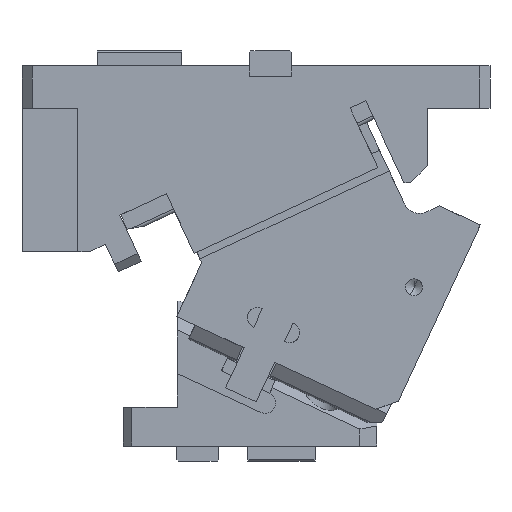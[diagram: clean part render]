
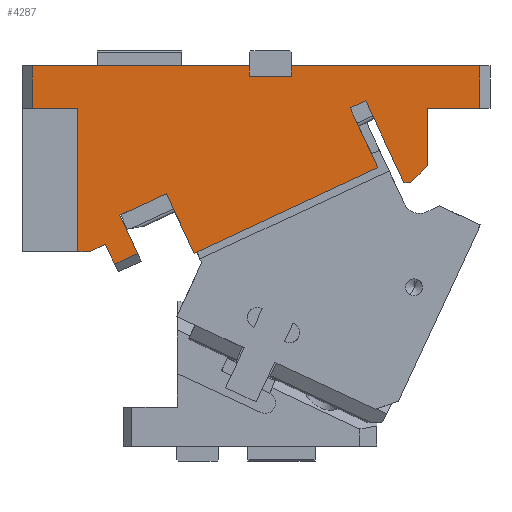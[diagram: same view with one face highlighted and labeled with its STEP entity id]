
A CAD part, front view. The second image highlights one B-rep face of the part: STEP entity #4287.
In plain terms, the highlighted planar face has unit normal (0, -1, 0).
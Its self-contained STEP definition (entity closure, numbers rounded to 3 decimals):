
#365=CARTESIAN_POINT('Vertex',(-265.3,-42.5,94.15)) ;
#368=CARTESIAN_POINT('Line Origine',(-201.05,-42.5,94.15)) ;
#372=CARTESIAN_POINT('Vertex',(-136.8,-42.5,94.15)) ;
#888=CARTESIAN_POINT('Line Origine',(-136.8,-42.5,91.15)) ;
#892=CARTESIAN_POINT('Vertex',(-136.8,-42.5,88.15)) ;
#907=CARTESIAN_POINT('Line Origine',(-124.3,-42.5,88.15)) ;
#911=CARTESIAN_POINT('Vertex',(-111.8,-42.5,88.15)) ;
#938=CARTESIAN_POINT('Line Origine',(-111.8,-42.5,91.15)) ;
#942=CARTESIAN_POINT('Vertex',(-111.8,-42.5,94.15)) ;
#1433=CARTESIAN_POINT('Vertex',(-202.788,-42.5,-16.891)) ;
#1436=CARTESIAN_POINT('Line Origine',(-209.585,-42.5,-20.06)) ;
#1440=CARTESIAN_POINT('Vertex',(-216.382,-42.5,-23.23)) ;
#1460=CARTESIAN_POINT('Line Origine',(-115.022,-42.5,8.588)) ;
#1464=CARTESIAN_POINT('Vertex',(-60.644,-42.5,33.945)) ;
#1466=CARTESIAN_POINT('Vertex',(-169.401,-42.5,-16.769)) ;
#1590=CARTESIAN_POINT('Line Origine',(-177.642,-42.5,0.904)) ;
#1594=CARTESIAN_POINT('Vertex',(-185.883,-42.5,18.577)) ;
#1659=CARTESIAN_POINT('Line Origine',(-68.885,-42.5,51.618)) ;
#1663=CARTESIAN_POINT('Vertex',(-77.126,-42.5,69.291)) ;
#2361=CARTESIAN_POINT('Vertex',(-0.3,-42.5,69.15)) ;
#2364=CARTESIAN_POINT('Line Origine',(-15.8,-42.5,69.15)) ;
#2368=CARTESIAN_POINT('Vertex',(-31.3,-42.5,69.15)) ;
#2413=CARTESIAN_POINT('Line Origine',(-31.3,-42.5,52.15)) ;
#2417=CARTESIAN_POINT('Vertex',(-31.3,-42.5,35.15)) ;
#2451=CARTESIAN_POINT('Line Origine',(-36.3,-42.5,30.15)) ;
#2455=CARTESIAN_POINT('Vertex',(-41.3,-42.5,25.15)) ;
#2482=CARTESIAN_POINT('Line Origine',(-43.3,-42.5,25.15)) ;
#2486=CARTESIAN_POINT('Vertex',(-45.299,-42.5,25.15)) ;
#2814=CARTESIAN_POINT('Line Origine',(-56.595,-42.5,49.374)) ;
#2818=CARTESIAN_POINT('Vertex',(-67.891,-42.5,73.597)) ;
#3311=CARTESIAN_POINT('Line Origine',(-72.508,-42.5,71.444)) ;
#3316=CARTESIAN_POINT('Line Origine',(-199.618,-42.5,12.172)) ;
#3320=CARTESIAN_POINT('Vertex',(-213.353,-42.5,5.767)) ;
#3375=CARTESIAN_POINT('Line Origine',(-208.07,-42.5,-5.562)) ;
#3424=CARTESIAN_POINT('Vertex',(-221.876,-42.5,-11.448)) ;
#3432=CARTESIAN_POINT('Line Origine',(-219.129,-42.5,-17.339)) ;
#3451=CARTESIAN_POINT('Line Origine',(-226.596,-42.5,-13.649)) ;
#3455=CARTESIAN_POINT('Vertex',(-231.317,-42.5,-15.85)) ;
#3708=CARTESIAN_POINT('Vertex',(-238.3,-42.5,69.15)) ;
#3711=CARTESIAN_POINT('Line Origine',(-251.8,-42.5,69.15)) ;
#3715=CARTESIAN_POINT('Vertex',(-265.3,-42.5,69.15)) ;
#3753=CARTESIAN_POINT('Vertex',(-238.3,-42.5,-15.85)) ;
#3756=CARTESIAN_POINT('Line Origine',(-238.3,-42.5,26.65)) ;
#3799=CARTESIAN_POINT('Line Origine',(-234.808,-42.5,-15.85)) ;
#4173=CARTESIAN_POINT('Line Origine',(-56.05,-42.5,94.15)) ;
#4177=CARTESIAN_POINT('Vertex',(-0.3,-42.5,94.15)) ;
#4239=CARTESIAN_POINT('Line Origine',(-0.3,-42.5,81.65)) ;
#4251=CARTESIAN_POINT('Axis2P3D Location',(0.,-42.5,0.)) ;
#4256=CARTESIAN_POINT('Line Origine',(-265.3,-42.5,81.65)) ;
#369=DIRECTION('Vector Direction',(-1.,0.,0.)) ;
#889=DIRECTION('Vector Direction',(0.,0.,1.)) ;
#908=DIRECTION('Vector Direction',(-1.,0.,0.)) ;
#939=DIRECTION('Vector Direction',(0.,0.,1.)) ;
#1437=DIRECTION('Vector Direction',(0.906,0.,0.423)) ;
#1461=DIRECTION('Vector Direction',(-0.906,0.,-0.423)) ;
#1591=DIRECTION('Vector Direction',(0.423,0.,-0.906)) ;
#1660=DIRECTION('Vector Direction',(-0.423,0.,0.906)) ;
#2365=DIRECTION('Vector Direction',(-1.,0.,0.)) ;
#2414=DIRECTION('Vector Direction',(0.,0.,-1.)) ;
#2452=DIRECTION('Vector Direction',(0.707,0.,0.707)) ;
#2483=DIRECTION('Vector Direction',(1.,0.,0.)) ;
#2815=DIRECTION('Vector Direction',(-0.423,0.,0.906)) ;
#3312=DIRECTION('Vector Direction',(0.906,0.,0.423)) ;
#3317=DIRECTION('Vector Direction',(0.906,0.,0.423)) ;
#3376=DIRECTION('Vector Direction',(0.423,0.,-0.906)) ;
#3433=DIRECTION('Vector Direction',(0.423,0.,-0.906)) ;
#3452=DIRECTION('Vector Direction',(0.906,0.,0.423)) ;
#3712=DIRECTION('Vector Direction',(-1.,0.,0.)) ;
#3757=DIRECTION('Vector Direction',(0.,0.,1.)) ;
#3800=DIRECTION('Vector Direction',(1.,0.,0.)) ;
#4174=DIRECTION('Vector Direction',(-1.,0.,0.)) ;
#4240=DIRECTION('Vector Direction',(0.,0.,1.)) ;
#4252=DIRECTION('Axis2P3D Direction',(0.,1.,0.)) ;
#4253=DIRECTION('Axis2P3D XDirection',(0.,0.,1.)) ;
#4257=DIRECTION('Vector Direction',(0.,0.,-1.)) ;
#4254=AXIS2_PLACEMENT_3D('Plane Axis2P3D',#4251,#4252,#4253) ;
#4262=ORIENTED_EDGE('',*,*,#2488,.T.) ;
#4263=ORIENTED_EDGE('',*,*,#2457,.T.) ;
#4264=ORIENTED_EDGE('',*,*,#2419,.F.) ;
#4265=ORIENTED_EDGE('',*,*,#2370,.F.) ;
#4266=ORIENTED_EDGE('',*,*,#4243,.T.) ;
#4267=ORIENTED_EDGE('',*,*,#4179,.T.) ;
#4268=ORIENTED_EDGE('',*,*,#944,.F.) ;
#4269=ORIENTED_EDGE('',*,*,#913,.T.) ;
#4270=ORIENTED_EDGE('',*,*,#894,.T.) ;
#4271=ORIENTED_EDGE('',*,*,#374,.T.) ;
#4272=ORIENTED_EDGE('',*,*,#4260,.T.) ;
#4273=ORIENTED_EDGE('',*,*,#3717,.F.) ;
#4274=ORIENTED_EDGE('',*,*,#3760,.F.) ;
#4275=ORIENTED_EDGE('',*,*,#3803,.T.) ;
#4276=ORIENTED_EDGE('',*,*,#3457,.T.) ;
#4277=ORIENTED_EDGE('',*,*,#3436,.T.) ;
#4278=ORIENTED_EDGE('',*,*,#1442,.T.) ;
#4279=ORIENTED_EDGE('',*,*,#3379,.F.) ;
#4280=ORIENTED_EDGE('',*,*,#3322,.T.) ;
#4281=ORIENTED_EDGE('',*,*,#1596,.T.) ;
#4282=ORIENTED_EDGE('',*,*,#1468,.F.) ;
#4283=ORIENTED_EDGE('',*,*,#1665,.T.) ;
#4284=ORIENTED_EDGE('',*,*,#3315,.T.) ;
#4285=ORIENTED_EDGE('',*,*,#2820,.F.) ;
#370=VECTOR('Line Direction',#369,1.) ;
#890=VECTOR('Line Direction',#889,1.) ;
#909=VECTOR('Line Direction',#908,1.) ;
#940=VECTOR('Line Direction',#939,1.) ;
#1438=VECTOR('Line Direction',#1437,1.) ;
#1462=VECTOR('Line Direction',#1461,1.) ;
#1592=VECTOR('Line Direction',#1591,1.) ;
#1661=VECTOR('Line Direction',#1660,1.) ;
#2366=VECTOR('Line Direction',#2365,1.) ;
#2415=VECTOR('Line Direction',#2414,1.) ;
#2453=VECTOR('Line Direction',#2452,1.) ;
#2484=VECTOR('Line Direction',#2483,1.) ;
#2816=VECTOR('Line Direction',#2815,1.) ;
#3313=VECTOR('Line Direction',#3312,1.) ;
#3318=VECTOR('Line Direction',#3317,1.) ;
#3377=VECTOR('Line Direction',#3376,1.) ;
#3434=VECTOR('Line Direction',#3433,1.) ;
#3453=VECTOR('Line Direction',#3452,1.) ;
#3713=VECTOR('Line Direction',#3712,1.) ;
#3758=VECTOR('Line Direction',#3757,1.) ;
#3801=VECTOR('Line Direction',#3800,1.) ;
#4175=VECTOR('Line Direction',#4174,1.) ;
#4241=VECTOR('Line Direction',#4240,1.) ;
#4258=VECTOR('Line Direction',#4257,1.) ;
#4287=ADVANCED_FACE('CAM HOLDER',(#4286),#4255,.F.) ;
#374=EDGE_CURVE('',#373,#366,#371,.T.) ;
#894=EDGE_CURVE('',#893,#373,#891,.T.) ;
#913=EDGE_CURVE('',#912,#893,#910,.T.) ;
#944=EDGE_CURVE('',#912,#943,#941,.T.) ;
#1442=EDGE_CURVE('',#1441,#1434,#1439,.T.) ;
#1468=EDGE_CURVE('',#1465,#1467,#1463,.T.) ;
#1596=EDGE_CURVE('',#1595,#1467,#1593,.T.) ;
#1665=EDGE_CURVE('',#1465,#1664,#1662,.T.) ;
#2370=EDGE_CURVE('',#2362,#2369,#2367,.T.) ;
#2419=EDGE_CURVE('',#2369,#2418,#2416,.T.) ;
#2457=EDGE_CURVE('',#2456,#2418,#2454,.T.) ;
#2488=EDGE_CURVE('',#2487,#2456,#2485,.T.) ;
#2820=EDGE_CURVE('',#2487,#2819,#2817,.T.) ;
#3315=EDGE_CURVE('',#1664,#2819,#3314,.T.) ;
#3322=EDGE_CURVE('',#3321,#1595,#3319,.T.) ;
#3379=EDGE_CURVE('',#3321,#1434,#3378,.T.) ;
#3436=EDGE_CURVE('',#3425,#1441,#3435,.T.) ;
#3457=EDGE_CURVE('',#3456,#3425,#3454,.T.) ;
#3717=EDGE_CURVE('',#3709,#3716,#3714,.T.) ;
#3760=EDGE_CURVE('',#3754,#3709,#3759,.T.) ;
#3803=EDGE_CURVE('',#3754,#3456,#3802,.T.) ;
#4179=EDGE_CURVE('',#4178,#943,#4176,.T.) ;
#4243=EDGE_CURVE('',#2362,#4178,#4242,.T.) ;
#4260=EDGE_CURVE('',#366,#3716,#4259,.T.) ;
#4261=EDGE_LOOP('',(#4262,#4263,#4264,#4265,#4266,#4267,#4268,#4269,#4270,#4271,#4272,#4273,#4274,#4275,#4276,#4277,#4278,#4279,#4280,#4281,#4282,#4283,#4284,#4285)) ;
#4286=FACE_OUTER_BOUND('',#4261,.T.) ;
#371=LINE('Line',#368,#370) ;
#891=LINE('Line',#888,#890) ;
#910=LINE('Line',#907,#909) ;
#941=LINE('Line',#938,#940) ;
#1439=LINE('Line',#1436,#1438) ;
#1463=LINE('Line',#1460,#1462) ;
#1593=LINE('Line',#1590,#1592) ;
#1662=LINE('Line',#1659,#1661) ;
#2367=LINE('Line',#2364,#2366) ;
#2416=LINE('Line',#2413,#2415) ;
#2454=LINE('Line',#2451,#2453) ;
#2485=LINE('Line',#2482,#2484) ;
#2817=LINE('Line',#2814,#2816) ;
#3314=LINE('Line',#3311,#3313) ;
#3319=LINE('Line',#3316,#3318) ;
#3378=LINE('Line',#3375,#3377) ;
#3435=LINE('Line',#3432,#3434) ;
#3454=LINE('Line',#3451,#3453) ;
#3714=LINE('Line',#3711,#3713) ;
#3759=LINE('Line',#3756,#3758) ;
#3802=LINE('Line',#3799,#3801) ;
#4176=LINE('Line',#4173,#4175) ;
#4242=LINE('Line',#4239,#4241) ;
#4259=LINE('Line',#4256,#4258) ;
#4255=PLANE('Plane',#4254) ;
#366=VERTEX_POINT('',#365) ;
#373=VERTEX_POINT('',#372) ;
#893=VERTEX_POINT('',#892) ;
#912=VERTEX_POINT('',#911) ;
#943=VERTEX_POINT('',#942) ;
#1434=VERTEX_POINT('',#1433) ;
#1441=VERTEX_POINT('',#1440) ;
#1465=VERTEX_POINT('',#1464) ;
#1467=VERTEX_POINT('',#1466) ;
#1595=VERTEX_POINT('',#1594) ;
#1664=VERTEX_POINT('',#1663) ;
#2362=VERTEX_POINT('',#2361) ;
#2369=VERTEX_POINT('',#2368) ;
#2418=VERTEX_POINT('',#2417) ;
#2456=VERTEX_POINT('',#2455) ;
#2487=VERTEX_POINT('',#2486) ;
#2819=VERTEX_POINT('',#2818) ;
#3321=VERTEX_POINT('',#3320) ;
#3425=VERTEX_POINT('',#3424) ;
#3456=VERTEX_POINT('',#3455) ;
#3709=VERTEX_POINT('',#3708) ;
#3716=VERTEX_POINT('',#3715) ;
#3754=VERTEX_POINT('',#3753) ;
#4178=VERTEX_POINT('',#4177) ;
